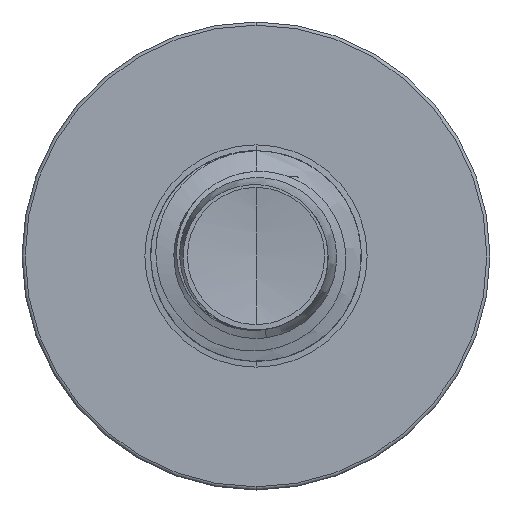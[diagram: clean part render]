
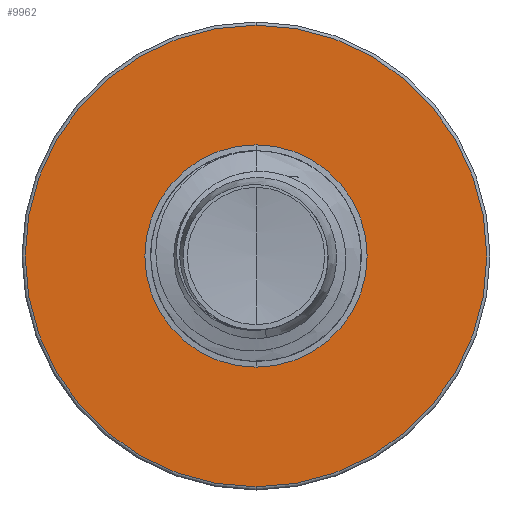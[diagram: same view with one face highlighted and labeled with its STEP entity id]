
A CAD part, front view. The second image highlights one B-rep face of the part: STEP entity #9962.
In plain terms, the highlighted planar face has unit normal (0, -1, 0).
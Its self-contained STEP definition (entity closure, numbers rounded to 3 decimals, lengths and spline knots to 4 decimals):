
#1074 = EDGE_CURVE ( 'NONE', #21246, #22898, #9329, .T. ) ;
#2188 = DIRECTION ( 'NONE',  ( 0., 0., 1. ) ) ;
#2641 = CARTESIAN_POINT ( 'NONE',  ( 0., 15., 0. ) ) ;
#2877 = CARTESIAN_POINT ( 'NONE',  ( 0., 15., 4.9325 ) ) ;
#3223 = ORIENTED_EDGE ( 'NONE', *, *, #36346, .T. ) ;
#4667 = CIRCLE ( 'NONE', #4789, 4.9325 ) ;
#4789 = AXIS2_PLACEMENT_3D ( 'NONE', #16218, #35870, #19075 ) ;
#5336 = FACE_OUTER_BOUND ( 'NONE', #24358, .T. ) ;
#5481 = DIRECTION ( 'NONE',  ( 0., 0., 1. ) ) ;
#6497 = DIRECTION ( 'NONE',  ( 0., 1., 0. ) ) ;
#7680 = AXIS2_PLACEMENT_3D ( 'NONE', #30704, #13848, #33516 ) ;
#8261 = ORIENTED_EDGE ( 'NONE', *, *, #1074, .F. ) ;
#9092 = CIRCLE ( 'NONE', #21279, 2.3752 ) ;
#9329 = CIRCLE ( 'NONE', #7680, 4.9325 ) ;
#9962 = ADVANCED_FACE ( 'NONE', ( #5336, #35211 ), #23349, .F. ) ;
#11901 = CARTESIAN_POINT ( 'NONE',  ( 0., 15., -2.3752 ) ) ;
#13165 = CARTESIAN_POINT ( 'NONE',  ( 0., 15., -2.3752 ) ) ;
#13848 = DIRECTION ( 'NONE',  ( 0., 1., 0. ) ) ;
#16218 = CARTESIAN_POINT ( 'NONE',  ( 0., 15., 0. ) ) ;
#19033 = DIRECTION ( 'NONE',  ( 0., 1., 0. ) ) ;
#19075 = DIRECTION ( 'NONE',  ( 0., 0., 1. ) ) ;
#19757 = AXIS2_PLACEMENT_3D ( 'NONE', #11901, #6497, #26179 ) ;
#21246 = VERTEX_POINT ( 'NONE', #36334 ) ;
#21279 = AXIS2_PLACEMENT_3D ( 'NONE', #2641, #22330, #5481 ) ;
#22109 = ORIENTED_EDGE ( 'NONE', *, *, #34701, .F. ) ;
#22330 = DIRECTION ( 'NONE',  ( 0., 1., 0. ) ) ;
#22544 = ORIENTED_EDGE ( 'NONE', *, *, #33570, .T. ) ;
#22898 = VERTEX_POINT ( 'NONE', #2877 ) ;
#23104 = EDGE_LOOP ( 'NONE', ( #3223, #22544 ) ) ;
#23349 = PLANE ( 'NONE',  #19757 ) ;
#24358 = EDGE_LOOP ( 'NONE', ( #22109, #8261 ) ) ;
#26179 = DIRECTION ( 'NONE',  ( 0., 0., 1. ) ) ;
#26251 = CARTESIAN_POINT ( 'NONE',  ( 0., 15., 2.3752 ) ) ;
#27521 = CIRCLE ( 'NONE', #36087, 2.3752 ) ;
#29057 = VERTEX_POINT ( 'NONE', #13165 ) ;
#30704 = CARTESIAN_POINT ( 'NONE',  ( 0., 15., 0. ) ) ;
#33516 = DIRECTION ( 'NONE',  ( 0., 0., 1. ) ) ;
#33570 = EDGE_CURVE ( 'NONE', #29057, #34189, #9092, .T. ) ;
#34189 = VERTEX_POINT ( 'NONE', #26251 ) ;
#34701 = EDGE_CURVE ( 'NONE', #22898, #21246, #4667, .T. ) ;
#35211 = FACE_BOUND ( 'NONE', #23104, .T. ) ;
#35829 = CARTESIAN_POINT ( 'NONE',  ( 0., 15., 0. ) ) ;
#35870 = DIRECTION ( 'NONE',  ( 0., 1., 0. ) ) ;
#36087 = AXIS2_PLACEMENT_3D ( 'NONE', #35829, #19033, #2188 ) ;
#36334 = CARTESIAN_POINT ( 'NONE',  ( 0., 15., -4.9325 ) ) ;
#36346 = EDGE_CURVE ( 'NONE', #34189, #29057, #27521, .T. ) ;
